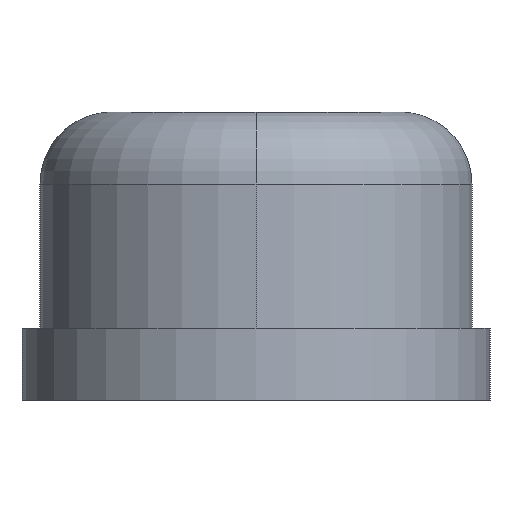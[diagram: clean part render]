
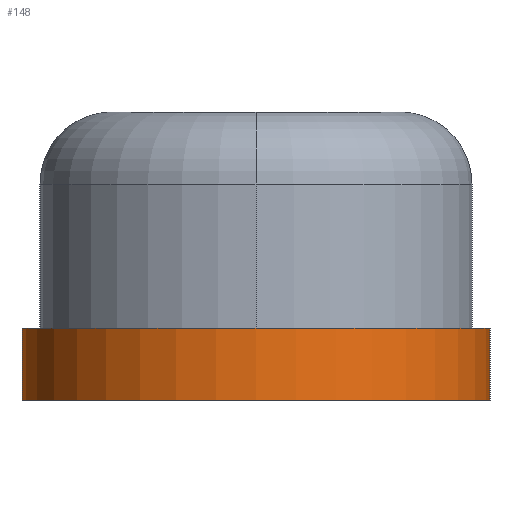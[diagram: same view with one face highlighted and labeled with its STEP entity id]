
A CAD part, left-side view. The second image highlights one B-rep face of the part: STEP entity #148.
In plain terms, the highlighted cylindrical face has radius 3.25 mm (diameter 6.5 mm), a partial arc.
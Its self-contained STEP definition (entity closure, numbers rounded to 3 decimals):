
#8 = VERTEX_POINT ( 'NONE', #302 ) ;
#28 = DIRECTION ( 'NONE',  ( 0., 0., -1. ) ) ;
#123 = EDGE_CURVE ( 'NONE', #8, #1151, #329, .T. ) ;
#131 = VERTEX_POINT ( 'NONE', #727 ) ;
#148 = ADVANCED_FACE ( 'NONE', ( #637 ), #527, .T. ) ;
#170 = ORIENTED_EDGE ( 'NONE', *, *, #405, .F. ) ;
#171 = VERTEX_POINT ( 'NONE', #967 ) ;
#174 = ORIENTED_EDGE ( 'NONE', *, *, #733, .T. ) ;
#205 = CARTESIAN_POINT ( 'NONE',  ( -13.922, -3.066, -1. ) ) ;
#237 = CIRCLE ( 'NONE', #1184, 3.25 ) ;
#302 = CARTESIAN_POINT ( 'NONE',  ( -13.922, -3.066, -1. ) ) ;
#320 = DIRECTION ( 'NONE',  ( 1., 0., 0. ) ) ;
#325 = ORIENTED_EDGE ( 'NONE', *, *, #123, .T. ) ;
#329 = LINE ( 'NONE', #205, #1162 ) ;
#390 = ORIENTED_EDGE ( 'NONE', *, *, #1241, .F. ) ;
#405 = EDGE_CURVE ( 'NONE', #8, #131, #237, .T. ) ;
#421 = CARTESIAN_POINT ( 'NONE',  ( -15., 0., -1. ) ) ;
#508 = AXIS2_PLACEMENT_3D ( 'NONE', #421, #949, #320 ) ;
#527 = CYLINDRICAL_SURFACE ( 'NONE', #508, 3.25 ) ;
#612 = LINE ( 'NONE', #1137, #1004 ) ;
#633 = CIRCLE ( 'NONE', #775, 3.25 ) ;
#637 = FACE_OUTER_BOUND ( 'NONE', #1276, .T. ) ;
#653 = DIRECTION ( 'NONE',  ( -1., 0., 0. ) ) ;
#727 = CARTESIAN_POINT ( 'NONE',  ( -13.922, 3.066, -1. ) ) ;
#733 = EDGE_CURVE ( 'NONE', #1151, #171, #633, .T. ) ;
#775 = AXIS2_PLACEMENT_3D ( 'NONE', #1171, #28, #653 ) ;
#949 = DIRECTION ( 'NONE',  ( 0., 0., 1. ) ) ;
#952 = DIRECTION ( 'NONE',  ( 0., 0., 1. ) ) ;
#967 = CARTESIAN_POINT ( 'NONE',  ( -13.922, 3.066, 0. ) ) ;
#1004 = VECTOR ( 'NONE', #952, 1000. ) ;
#1100 = CARTESIAN_POINT ( 'NONE',  ( -13.922, -3.066, 0. ) ) ;
#1104 = CARTESIAN_POINT ( 'NONE',  ( -15., 0., -1. ) ) ;
#1118 = DIRECTION ( 'NONE',  ( 0., 0., -1. ) ) ;
#1137 = CARTESIAN_POINT ( 'NONE',  ( -13.922, 3.066, -1. ) ) ;
#1151 = VERTEX_POINT ( 'NONE', #1100 ) ;
#1162 = VECTOR ( 'NONE', #1260, 1000. ) ;
#1171 = CARTESIAN_POINT ( 'NONE',  ( -15., 0., 0. ) ) ;
#1184 = AXIS2_PLACEMENT_3D ( 'NONE', #1104, #1118, #1302 ) ;
#1241 = EDGE_CURVE ( 'NONE', #131, #171, #612, .T. ) ;
#1260 = DIRECTION ( 'NONE',  ( 0., 0., 1. ) ) ;
#1276 = EDGE_LOOP ( 'NONE', ( #174, #390, #170, #325 ) ) ;
#1302 = DIRECTION ( 'NONE',  ( -1., 0., 0. ) ) ;
